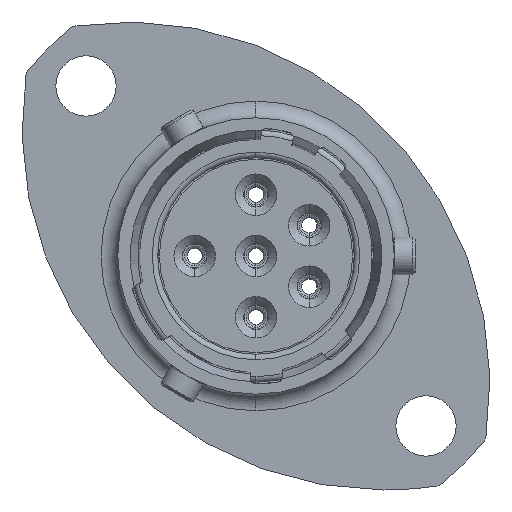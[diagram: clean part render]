
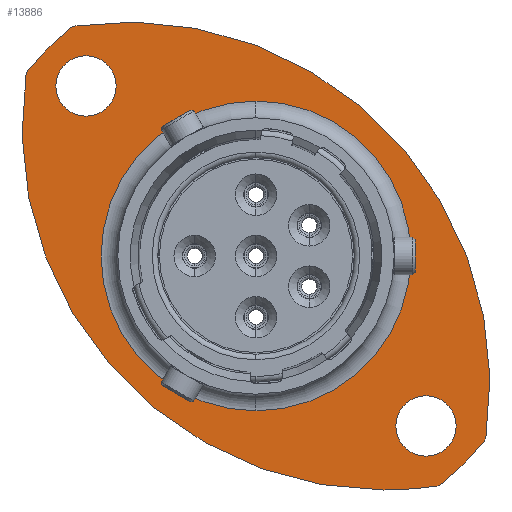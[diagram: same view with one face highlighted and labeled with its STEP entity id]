
A CAD part, left-side view. The second image highlights one B-rep face of the part: STEP entity #13886.
In plain terms, the highlighted planar face has unit normal (-1, 0, 0).
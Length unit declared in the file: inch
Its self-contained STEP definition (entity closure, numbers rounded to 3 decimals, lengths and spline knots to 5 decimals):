
#5050 = CIRCLE ( 'NONE', #5055, 0.06398 ) ;
#5055 = AXIS2_PLACEMENT_3D ( 'NONE', #5703, #5704, #5705 ) ;
#5069 = CIRCLE ( 'NONE', #5077, 0.76772 ) ;
#5071 = CIRCLE ( 'NONE', #5073, 0.06398 ) ;
#5073 = AXIS2_PLACEMENT_3D ( 'NONE', #5739, #5740, #5741 ) ;
#5077 = AXIS2_PLACEMENT_3D ( 'NONE', #5746, #5747, #5748 ) ;
#5146 = CIRCLE ( 'NONE', #5149, 0.32854 ) ;
#5149 = AXIS2_PLACEMENT_3D ( 'NONE', #5977, #5978, #5979 ) ;
#5703 = CARTESIAN_POINT ( 'NONE',  ( 0.43089, 0.60039, 0.30215 ) ) ;
#5704 = DIRECTION ( 'NONE',  ( -1., 0., 0. ) ) ;
#5705 = DIRECTION ( 'NONE',  ( 0., 0., -1. ) ) ;
#5739 = CARTESIAN_POINT ( 'NONE',  ( 0.43089, -0.12063, -0.41887 ) ) ;
#5740 = DIRECTION ( 'NONE',  ( -1., 0., 0. ) ) ;
#5741 = DIRECTION ( 'NONE',  ( 0., 0., -1. ) ) ;
#5746 = CARTESIAN_POINT ( 'NONE',  ( 0.43089, -0.03155, 0.21307 ) ) ;
#5747 = DIRECTION ( 'NONE',  ( -1., 0., 0. ) ) ;
#5748 = DIRECTION ( 'NONE',  ( 0., 0., -1. ) ) ;
#5977 = CARTESIAN_POINT ( 'NONE',  ( 0.43089, 0.23988, -0.05836 ) ) ;
#5978 = DIRECTION ( 'NONE',  ( 1., 0., 0. ) ) ;
#5979 = DIRECTION ( 'NONE',  ( 0., 0., -1. ) ) ;
#6488 = CARTESIAN_POINT ( 'NONE',  ( 0.43089, -0.24749, -0.44649 ) ) ;
#6495 = CARTESIAN_POINT ( 'NONE',  ( 0.43089, -0.03155, -0.55465 ) ) ;
#6509 = CARTESIAN_POINT ( 'NONE',  ( 0.43089, -0.14825, -0.54573 ) ) ;
#6558 = CARTESIAN_POINT ( 'NONE',  ( 0.43089, -0.12063, -0.48285 ) ) ;
#6562 = CARTESIAN_POINT ( 'NONE',  ( 0.43089, -0.12063, -0.3549 ) ) ;
#6567 = CARTESIAN_POINT ( 'NONE',  ( 0.43089, 0.72725, 0.32977 ) ) ;
#6609 = CARTESIAN_POINT ( 'NONE',  ( 0.43089, 0.62801, 0.42901 ) ) ;
#6630 = CARTESIAN_POINT ( 'NONE',  ( 0.43089, 0.23988, 0.27018 ) ) ;
#6744 = CARTESIAN_POINT ( 'NONE',  ( 0.43089, 0.23988, -0.3869 ) ) ;
#6750 = CARTESIAN_POINT ( 'NONE',  ( 0.43089, 0.60039, 0.36613 ) ) ;
#6772 = CARTESIAN_POINT ( 'NONE',  ( 0.43089, 0.60039, 0.23818 ) ) ;
#13366 = EDGE_CURVE ( 'NONE', #34284, #34211, #28354, .T. ) ;
#13368 = EDGE_CURVE ( 'NONE', #34073, #34284, #28355, .T. ) ;
#13371 = EDGE_CURVE ( 'NONE', #34116, #34073, #28361, .T. ) ;
#13373 = EDGE_CURVE ( 'NONE', #34211, #34091, #28363, .T. ) ;
#13375 = EDGE_CURVE ( 'NONE', #34202, #34195, #28365, .T. ) ;
#13377 = EDGE_CURVE ( 'NONE', #34509, #34544, #28367, .T. ) ;
#13379 = EDGE_CURVE ( 'NONE', #34501, #34324, #28369, .T. ) ;
#13886 = ADVANCED_FACE ( 'NONE', ( #31205, #31189, #31208, #31210 ), #31204, .F. ) ;
#16311 = EDGE_CURVE ( 'NONE', #34544, #34509, #5050, .T. ) ;
#16323 = EDGE_CURVE ( 'NONE', #34195, #34202, #5071, .T. ) ;
#16326 = EDGE_CURVE ( 'NONE', #34091, #34116, #5069, .T. ) ;
#16375 = EDGE_CURVE ( 'NONE', #34324, #34501, #5146, .T. ) ;
#16456 = EDGE_LOOP ( 'NONE', ( #40413, #40415, #40417, #40419, #40421 ) ) ;
#16458 = EDGE_LOOP ( 'NONE', ( #40411, #40412 ) ) ;
#16460 = EDGE_LOOP ( 'NONE', ( #40408, #40410 ) ) ;
#16464 = EDGE_LOOP ( 'NONE', ( #40405, #40406 ) ) ;
#27882 = CARTESIAN_POINT ( 'NONE',  ( 0.43089, 0.23988, -0.05836 ) ) ;
#27883 = DIRECTION ( 'NONE',  ( -1., 0., 0. ) ) ;
#27884 = DIRECTION ( 'NONE',  ( 0., 0., 1. ) ) ;
#27885 = CARTESIAN_POINT ( 'NONE',  ( 0.43089, 0.51131, -0.32979 ) ) ;
#27886 = DIRECTION ( 'NONE',  ( -1., 0., 0. ) ) ;
#27887 = DIRECTION ( 'NONE',  ( 0., 0., -1. ) ) ;
#27888 = CARTESIAN_POINT ( 'NONE',  ( 0.43089, 0.23988, -0.05836 ) ) ;
#27889 = DIRECTION ( 'NONE',  ( -1., 0., 0. ) ) ;
#27890 = DIRECTION ( 'NONE',  ( 0., 0., 1. ) ) ;
#27891 = CARTESIAN_POINT ( 'NONE',  ( 0.43089, -0.03155, 0.21307 ) ) ;
#27892 = DIRECTION ( 'NONE',  ( -1., 0., 0. ) ) ;
#27893 = DIRECTION ( 'NONE',  ( 0., 0., -1. ) ) ;
#27895 = CARTESIAN_POINT ( 'NONE',  ( 0.43089, -0.12063, -0.41887 ) ) ;
#27896 = DIRECTION ( 'NONE',  ( -1., 0., 0. ) ) ;
#27897 = DIRECTION ( 'NONE',  ( 0., 0., -1. ) ) ;
#27898 = CARTESIAN_POINT ( 'NONE',  ( 0.43089, 0.60039, 0.30215 ) ) ;
#27899 = DIRECTION ( 'NONE',  ( -1., 0., 0. ) ) ;
#27900 = DIRECTION ( 'NONE',  ( 0., 0., -1. ) ) ;
#27903 = CARTESIAN_POINT ( 'NONE',  ( 0.43089, 0.23988, -0.05836 ) ) ;
#27904 = DIRECTION ( 'NONE',  ( 1., 0., 0. ) ) ;
#27905 = DIRECTION ( 'NONE',  ( 0., 0., -1. ) ) ;
#28354 = CIRCLE ( 'NONE', #28360, 0.62303 ) ;
#28355 = CIRCLE ( 'NONE', #28362, 0.76772 ) ;
#28360 = AXIS2_PLACEMENT_3D ( 'NONE', #27882, #27883, #27884 ) ;
#28361 = CIRCLE ( 'NONE', #28364, 0.62303 ) ;
#28362 = AXIS2_PLACEMENT_3D ( 'NONE', #27885, #27886, #27887 ) ;
#28363 = CIRCLE ( 'NONE', #28366, 0.76772 ) ;
#28364 = AXIS2_PLACEMENT_3D ( 'NONE', #27888, #27889, #27890 ) ;
#28365 = CIRCLE ( 'NONE', #28368, 0.06398 ) ;
#28366 = AXIS2_PLACEMENT_3D ( 'NONE', #27891, #27892, #27893 ) ;
#28367 = CIRCLE ( 'NONE', #28370, 0.06398 ) ;
#28368 = AXIS2_PLACEMENT_3D ( 'NONE', #27895, #27896, #27897 ) ;
#28369 = CIRCLE ( 'NONE', #28372, 0.32854 ) ;
#28370 = AXIS2_PLACEMENT_3D ( 'NONE', #27898, #27899, #27900 ) ;
#28372 = AXIS2_PLACEMENT_3D ( 'NONE', #27903, #27904, #27905 ) ;
#28975 = AXIS2_PLACEMENT_3D ( 'NONE', #31220, #31221, #31222 ) ;
#31189 = FACE_BOUND ( 'NONE', #16460, .T. ) ;
#31204 = PLANE ( 'NONE',  #28975 ) ;
#31205 = FACE_BOUND ( 'NONE', #16464, .T. ) ;
#31208 = FACE_BOUND ( 'NONE', #16458, .T. ) ;
#31210 = FACE_OUTER_BOUND ( 'NONE', #16456, .T. ) ;
#31220 = CARTESIAN_POINT ( 'NONE',  ( 0.43089, 0.53299, -0.05836 ) ) ;
#31221 = DIRECTION ( 'NONE',  ( 1., 0., 0. ) ) ;
#31222 = DIRECTION ( 'NONE',  ( 0., 0., -1. ) ) ;
#34073 = VERTEX_POINT ( 'NONE', #6488 ) ;
#34091 = VERTEX_POINT ( 'NONE', #6495 ) ;
#34116 = VERTEX_POINT ( 'NONE', #6509 ) ;
#34195 = VERTEX_POINT ( 'NONE', #6558 ) ;
#34202 = VERTEX_POINT ( 'NONE', #6562 ) ;
#34211 = VERTEX_POINT ( 'NONE', #6567 ) ;
#34284 = VERTEX_POINT ( 'NONE', #6609 ) ;
#34324 = VERTEX_POINT ( 'NONE', #6630 ) ;
#34501 = VERTEX_POINT ( 'NONE', #6744 ) ;
#34509 = VERTEX_POINT ( 'NONE', #6750 ) ;
#34544 = VERTEX_POINT ( 'NONE', #6772 ) ;
#40405 = ORIENTED_EDGE ( 'NONE', *, *, #13379, .T. ) ;
#40406 = ORIENTED_EDGE ( 'NONE', *, *, #16375, .T. ) ;
#40408 = ORIENTED_EDGE ( 'NONE', *, *, #16311, .F. ) ;
#40410 = ORIENTED_EDGE ( 'NONE', *, *, #13377, .F. ) ;
#40411 = ORIENTED_EDGE ( 'NONE', *, *, #16323, .F. ) ;
#40412 = ORIENTED_EDGE ( 'NONE', *, *, #13375, .F. ) ;
#40413 = ORIENTED_EDGE ( 'NONE', *, *, #13373, .T. ) ;
#40415 = ORIENTED_EDGE ( 'NONE', *, *, #16326, .T. ) ;
#40417 = ORIENTED_EDGE ( 'NONE', *, *, #13371, .T. ) ;
#40419 = ORIENTED_EDGE ( 'NONE', *, *, #13368, .T. ) ;
#40421 = ORIENTED_EDGE ( 'NONE', *, *, #13366, .T. ) ;
